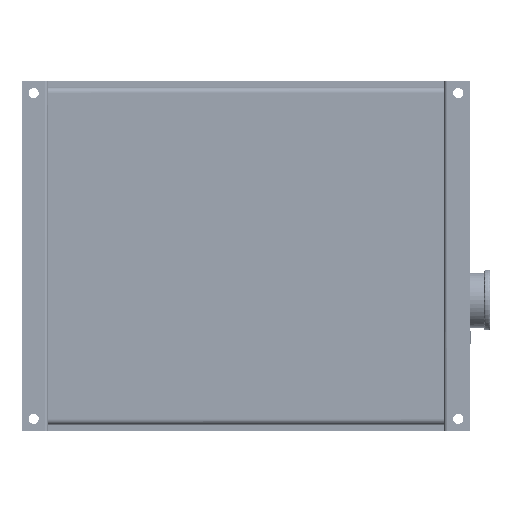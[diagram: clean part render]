
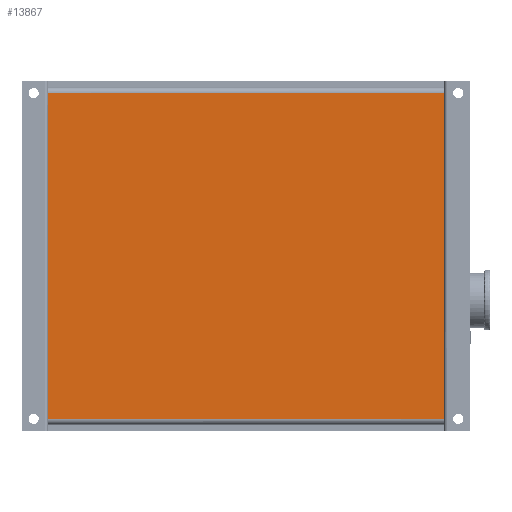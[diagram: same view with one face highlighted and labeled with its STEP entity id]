
A CAD part, front view. The second image highlights one B-rep face of the part: STEP entity #13867.
In plain terms, the highlighted planar face has unit normal (0, -1, 0).
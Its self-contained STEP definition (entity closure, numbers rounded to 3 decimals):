
#900 = DIRECTION ( 'NONE',  ( 1., 0., 0. ) ) ;
#3447 = CARTESIAN_POINT ( 'NONE',  ( 2.84, 0.406, 0.5 ) ) ;
#13867 = ADVANCED_FACE ( 'NONE', ( #179208 ), #165693, .F. ) ;
#15817 = EDGE_CURVE ( 'NONE', #59238, #188099, #95832, .T. ) ;
#20186 = CARTESIAN_POINT ( 'NONE',  ( 8.52, 0.406, 0.5 ) ) ;
#22688 = CARTESIAN_POINT ( 'NONE',  ( 8.52, 0.406, 0.5 ) ) ;
#23249 = CARTESIAN_POINT ( 'NONE',  ( -8.52, 0.406, 14.5 ) ) ;
#34552 = CARTESIAN_POINT ( 'NONE',  ( 28.403, 0.406, 14.75 ) ) ;
#35727 = B_SPLINE_CURVE_WITH_KNOTS ( 'NONE', 3,
 ( #111894, #36709, #55026, #110954 ),
 .UNSPECIFIED., .F., .F.,
 ( 4, 4 ),
 ( 0., 1. ),
 .UNSPECIFIED. ) ;
#36709 = CARTESIAN_POINT ( 'NONE',  ( -2.84, 0.406, 14.5 ) ) ;
#37188 = CARTESIAN_POINT ( 'NONE',  ( 8.52, 0.406, 14.5 ) ) ;
#53196 = CARTESIAN_POINT ( 'NONE',  ( -8.52, 0.406, 5.167 ) ) ;
#55026 = CARTESIAN_POINT ( 'NONE',  ( 2.84, 0.406, 14.5 ) ) ;
#59238 = VERTEX_POINT ( 'NONE', #20186 ) ;
#64248 = B_SPLINE_CURVE_WITH_KNOTS ( 'NONE', 3,
 ( #102876, #3447, #74006, #132809 ),
 .UNSPECIFIED., .F., .F.,
 ( 4, 4 ),
 ( 0., 1. ),
 .UNSPECIFIED. ) ;
#66355 = ORIENTED_EDGE ( 'NONE', *, *, #171460, .F. ) ;
#74006 = CARTESIAN_POINT ( 'NONE',  ( -2.84, 0.406, 0.5 ) ) ;
#79028 = ORIENTED_EDGE ( 'NONE', *, *, #162503, .T. ) ;
#83491 = CARTESIAN_POINT ( 'NONE',  ( 8.52, 0.406, 5.167 ) ) ;
#95832 = B_SPLINE_CURVE_WITH_KNOTS ( 'NONE', 3,
 ( #22688, #83491, #127799, #169262 ),
 .UNSPECIFIED., .F., .F.,
 ( 4, 4 ),
 ( 0., 1. ),
 .UNSPECIFIED. ) ;
#96435 = ORIENTED_EDGE ( 'NONE', *, *, #15817, .T. ) ;
#96755 = AXIS2_PLACEMENT_3D ( 'NONE', #34552, #152209, #900 ) ;
#98140 = B_SPLINE_CURVE_WITH_KNOTS ( 'NONE', 3,
 ( #23249, #140933, #53196, #111963 ),
 .UNSPECIFIED., .F., .F.,
 ( 4, 4 ),
 ( 0., 1. ),
 .UNSPECIFIED. ) ;
#102876 = CARTESIAN_POINT ( 'NONE',  ( 8.52, 0.406, 0.5 ) ) ;
#110954 = CARTESIAN_POINT ( 'NONE',  ( 8.52, 0.406, 14.5 ) ) ;
#111894 = CARTESIAN_POINT ( 'NONE',  ( -8.52, 0.406, 14.5 ) ) ;
#111963 = CARTESIAN_POINT ( 'NONE',  ( -8.52, 0.406, 0.5 ) ) ;
#118944 = CARTESIAN_POINT ( 'NONE',  ( -8.52, 0.406, 14.5 ) ) ;
#127799 = CARTESIAN_POINT ( 'NONE',  ( 8.52, 0.406, 9.833 ) ) ;
#132809 = CARTESIAN_POINT ( 'NONE',  ( -8.52, 0.406, 0.5 ) ) ;
#140933 = CARTESIAN_POINT ( 'NONE',  ( -8.52, 0.406, 9.833 ) ) ;
#146187 = CARTESIAN_POINT ( 'NONE',  ( -8.52, 0.406, 0.5 ) ) ;
#152209 = DIRECTION ( 'NONE',  ( 0., 1., 0. ) ) ;
#162503 = EDGE_CURVE ( 'NONE', #184218, #174556, #98140, .T. ) ;
#165693 = PLANE ( 'NONE',  #96755 ) ;
#169262 = CARTESIAN_POINT ( 'NONE',  ( 8.52, 0.406, 14.5 ) ) ;
#171460 = EDGE_CURVE ( 'NONE', #184218, #188099, #35727, .T. ) ;
#174556 = VERTEX_POINT ( 'NONE', #146187 ) ;
#178363 = ORIENTED_EDGE ( 'NONE', *, *, #190670, .F. ) ;
#179208 = FACE_OUTER_BOUND ( 'NONE', #186060, .T. ) ;
#184218 = VERTEX_POINT ( 'NONE', #118944 ) ;
#186060 = EDGE_LOOP ( 'NONE', ( #178363, #96435, #66355, #79028 ) ) ;
#188099 = VERTEX_POINT ( 'NONE', #37188 ) ;
#190670 = EDGE_CURVE ( 'NONE', #59238, #174556, #64248, .T. ) ;
